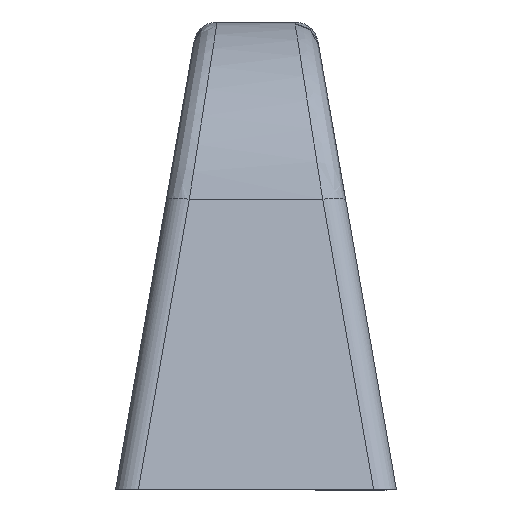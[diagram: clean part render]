
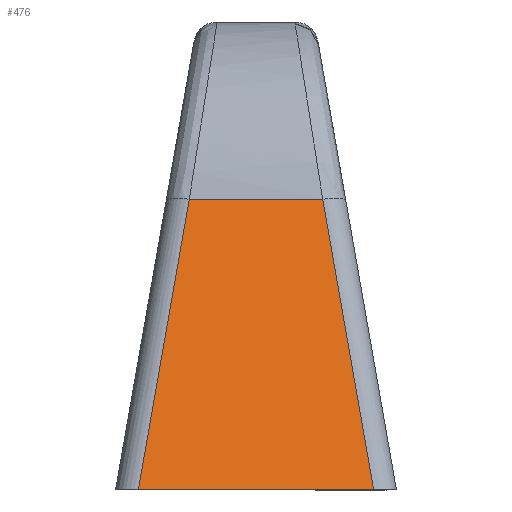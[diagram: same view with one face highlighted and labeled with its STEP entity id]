
A CAD part, left-side view. The second image highlights one B-rep face of the part: STEP entity #476.
In plain terms, the highlighted planar face has unit normal (-0.97, 0, 0.242).
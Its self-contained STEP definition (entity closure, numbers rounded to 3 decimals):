
#50 = DIRECTION ( 'NONE',  ( 0.239, 0.167, 0.956 ) ) ;
#170 = LINE ( 'NONE', #495, #1298 ) ;
#184 = PLANE ( 'NONE',  #917 ) ;
#230 = ORIENTED_EDGE ( 'NONE', *, *, #1215, .T. ) ;
#248 = CARTESIAN_POINT ( 'NONE',  ( -188.364, -3.118, 46.545 ) ) ;
#257 = CARTESIAN_POINT ( 'NONE',  ( -196.894, -2.853, 12.425 ) ) ;
#270 = LINE ( 'NONE', #1143, #1411 ) ;
#297 = EDGE_LOOP ( 'NONE', ( #230, #1078, #1132, #644 ) ) ;
#404 = VERTEX_POINT ( 'NONE', #636 ) ;
#411 = CARTESIAN_POINT ( 'NONE',  ( -188.235, 0., 47.059 ) ) ;
#473 = DIRECTION ( 'NONE',  ( 0., 1., 0. ) ) ;
#476 = ADVANCED_FACE ( 'NONE', ( #642 ), #184, .F. ) ;
#495 = CARTESIAN_POINT ( 'NONE',  ( -188.364, 3.118, 46.545 ) ) ;
#500 = LINE ( 'NONE', #935, #942 ) ;
#579 = VERTEX_POINT ( 'NONE', #257 ) ;
#636 = CARTESIAN_POINT ( 'NONE',  ( -200., 5.027, 0. ) ) ;
#642 = FACE_OUTER_BOUND ( 'NONE', #297, .T. ) ;
#644 = ORIENTED_EDGE ( 'NONE', *, *, #986, .T. ) ;
#682 = DIRECTION ( 'NONE',  ( -0.239, 0.167, -0.956 ) ) ;
#739 = VERTEX_POINT ( 'NONE', #893 ) ;
#893 = CARTESIAN_POINT ( 'NONE',  ( -196.894, 2.853, 12.425 ) ) ;
#917 = AXIS2_PLACEMENT_3D ( 'NONE', #411, #1182, #1071 ) ;
#927 = LINE ( 'NONE', #248, #1053 ) ;
#935 = CARTESIAN_POINT ( 'NONE',  ( -200., -6., 0. ) ) ;
#942 = VECTOR ( 'NONE', #1380, 1000. ) ;
#975 = CARTESIAN_POINT ( 'NONE',  ( -200., -5.027, 0. ) ) ;
#986 = EDGE_CURVE ( 'NONE', #739, #404, #927, .T. ) ;
#1037 = EDGE_CURVE ( 'NONE', #579, #739, #270, .T. ) ;
#1053 = VECTOR ( 'NONE', #682, 1000. ) ;
#1071 = DIRECTION ( 'NONE',  ( -0.243, 0., -0.97 ) ) ;
#1078 = ORIENTED_EDGE ( 'NONE', *, *, #1244, .T. ) ;
#1132 = ORIENTED_EDGE ( 'NONE', *, *, #1037, .T. ) ;
#1143 = CARTESIAN_POINT ( 'NONE',  ( -196.894, 0., 12.425 ) ) ;
#1182 = DIRECTION ( 'NONE',  ( 0.97, 0., -0.243 ) ) ;
#1215 = EDGE_CURVE ( 'NONE', #404, #1405, #500, .T. ) ;
#1244 = EDGE_CURVE ( 'NONE', #1405, #579, #170, .T. ) ;
#1298 = VECTOR ( 'NONE', #50, 1000. ) ;
#1380 = DIRECTION ( 'NONE',  ( 0., -1., 0. ) ) ;
#1405 = VERTEX_POINT ( 'NONE', #975 ) ;
#1411 = VECTOR ( 'NONE', #473, 1000. ) ;
